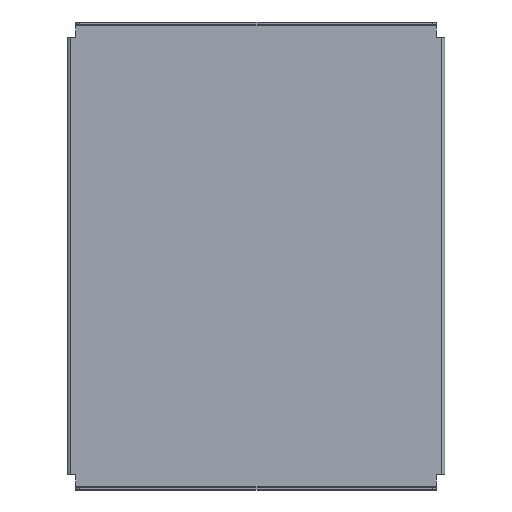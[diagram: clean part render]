
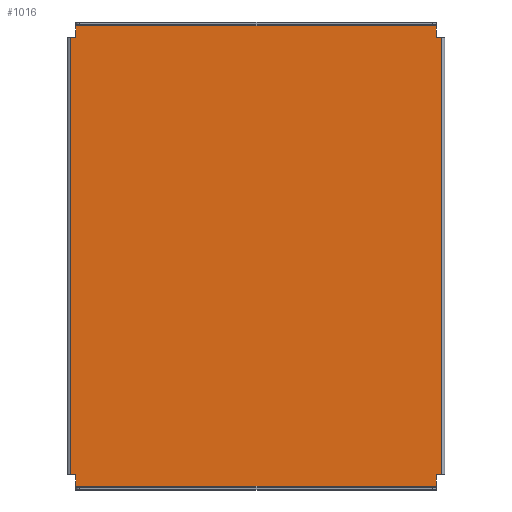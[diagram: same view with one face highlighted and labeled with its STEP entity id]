
A CAD part, top view. The second image highlights one B-rep face of the part: STEP entity #1016.
In plain terms, the highlighted planar face has unit normal (0, 0, 1).
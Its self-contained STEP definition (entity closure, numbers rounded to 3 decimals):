
#462 = CARTESIAN_POINT ( 'NONE',  ( -146., 172.5, 2. ) ) ;
#463 = CARTESIAN_POINT ( 'NONE',  ( -142., 172.5, 2. ) ) ;
#466 = CARTESIAN_POINT ( 'NONE',  ( 142., -181.5, 2. ) ) ;
#467 = CARTESIAN_POINT ( 'NONE',  ( 146., -172.5, 2. ) ) ;
#468 = CARTESIAN_POINT ( 'NONE',  ( -146., -172.5, 2. ) ) ;
#469 = CARTESIAN_POINT ( 'NONE',  ( -142., -172.5, 2. ) ) ;
#470 = CARTESIAN_POINT ( 'NONE',  ( -142., -181.5, 2. ) ) ;
#472 = CARTESIAN_POINT ( 'NONE',  ( 142., -172.5, 2. ) ) ;
#473 = CARTESIAN_POINT ( 'NONE',  ( -142., 181.5, 2. ) ) ;
#474 = CARTESIAN_POINT ( 'NONE',  ( 146., 172.5, 2. ) ) ;
#475 = CARTESIAN_POINT ( 'NONE',  ( 142., 172.5, 2. ) ) ;
#476 = CARTESIAN_POINT ( 'NONE',  ( 142., 181.5, 2. ) ) ;
#667 = PLANE ( 'NONE',  #1397 ) ;
#669 = DIRECTION ( 'NONE',  ( 0., 0., 1. ) ) ;
#670 = DIRECTION ( 'NONE',  ( 1., 0., 0. ) ) ;
#707 = CARTESIAN_POINT ( 'NONE',  ( -142., -182.5, 2. ) ) ;
#763 = CARTESIAN_POINT ( 'NONE',  ( 146., -172.5, 2. ) ) ;
#764 = ORIENTED_EDGE ( 'NONE', *, *, #1148, .F. ) ;
#772 = ORIENTED_EDGE ( 'NONE', *, *, #1152, .F. ) ;
#786 = ORIENTED_EDGE ( 'NONE', *, *, #1151, .T. ) ;
#787 = ORIENTED_EDGE ( 'NONE', *, *, #1150, .T. ) ;
#1016 = ADVANCED_FACE ( 'NONE', ( #2585 ), #667, .T. ) ;
#1036 = ORIENTED_EDGE ( 'NONE', *, *, #1149, .T. ) ;
#1037 = ORIENTED_EDGE ( 'NONE', *, *, #1147, .T. ) ;
#1141 = EDGE_CURVE ( 'NONE', #2297, #2287, #2743, .T. ) ;
#1142 = EDGE_CURVE ( 'NONE', #2297, #2300, #2753, .T. ) ;
#1143 = EDGE_CURVE ( 'NONE', #2299, #2300, #2757, .T. ) ;
#1144 = EDGE_CURVE ( 'NONE', #2298, #2299, #2759, .T. ) ;
#1145 = EDGE_CURVE ( 'NONE', #2291, #2298, #2761, .T. ) ;
#1146 = EDGE_CURVE ( 'NONE', #2291, #2296, #2763, .T. ) ;
#1147 = EDGE_CURVE ( 'NONE', #2290, #2296, #2765, .T. ) ;
#1148 = EDGE_CURVE ( 'NONE', #2290, #2294, #2767, .T. ) ;
#1149 = EDGE_CURVE ( 'NONE', #2293, #2294, #2769, .T. ) ;
#1150 = EDGE_CURVE ( 'NONE', #2292, #2293, #2771, .T. ) ;
#1151 = EDGE_CURVE ( 'NONE', #2286, #2292, #2773, .T. ) ;
#1152 = EDGE_CURVE ( 'NONE', #2286, #2287, #2775, .T. ) ;
#1397 = AXIS2_PLACEMENT_3D ( 'NONE', #707, #669, #670 ) ;
#1483 = DIRECTION ( 'NONE',  ( -1., 0., 0. ) ) ;
#1484 = DIRECTION ( 'NONE',  ( 1., 0., 0. ) ) ;
#1492 = CARTESIAN_POINT ( 'NONE',  ( -147., 172.5, 2. ) ) ;
#1493 = DIRECTION ( 'NONE',  ( 0., -1., 0. ) ) ;
#1499 = CARTESIAN_POINT ( 'NONE',  ( -146., 172.5, 2. ) ) ;
#1503 = DIRECTION ( 'NONE',  ( 1., 0., 0. ) ) ;
#1506 = CARTESIAN_POINT ( 'NONE',  ( -147., -172.5, 2. ) ) ;
#1511 = DIRECTION ( 'NONE',  ( 0., -1., 0. ) ) ;
#1516 = CARTESIAN_POINT ( 'NONE',  ( -142., 182.5, 2. ) ) ;
#1519 = DIRECTION ( 'NONE',  ( -1., 0., 0. ) ) ;
#1527 = CARTESIAN_POINT ( 'NONE',  ( 142., -181.5, 2. ) ) ;
#1530 = DIRECTION ( 'NONE',  ( 0., 1., 0. ) ) ;
#1533 = CARTESIAN_POINT ( 'NONE',  ( 142., 182.5, 2. ) ) ;
#1538 = DIRECTION ( 'NONE',  ( -1., 0., 0. ) ) ;
#1543 = DIRECTION ( 'NONE',  ( 0., 1., 0. ) ) ;
#1545 = CARTESIAN_POINT ( 'NONE',  ( 142., 182.5, 2. ) ) ;
#1547 = DIRECTION ( 'NONE',  ( 1., 0., 0. ) ) ;
#1549 = DIRECTION ( 'NONE',  ( 0., -1., 0. ) ) ;
#1562 = CARTESIAN_POINT ( 'NONE',  ( -142., 181.5, 2. ) ) ;
#1566 = CARTESIAN_POINT ( 'NONE',  ( -142., 182.5, 2. ) ) ;
#1614 = DIRECTION ( 'NONE',  ( 0., 1., 0. ) ) ;
#1709 = ORIENTED_EDGE ( 'NONE', *, *, #1146, .F. ) ;
#1710 = ORIENTED_EDGE ( 'NONE', *, *, #1145, .T. ) ;
#1711 = ORIENTED_EDGE ( 'NONE', *, *, #1144, .T. ) ;
#1712 = ORIENTED_EDGE ( 'NONE', *, *, #1143, .T. ) ;
#1713 = ORIENTED_EDGE ( 'NONE', *, *, #1142, .F. ) ;
#1714 = ORIENTED_EDGE ( 'NONE', *, *, #1141, .T. ) ;
#2197 = EDGE_LOOP ( 'NONE', ( #772, #786, #787, #1036, #764, #1037, #1709, #1710, #1711, #1712, #1713, #1714 ) ) ;
#2286 = VERTEX_POINT ( 'NONE', #462 ) ;
#2287 = VERTEX_POINT ( 'NONE', #463 ) ;
#2290 = VERTEX_POINT ( 'NONE', #466 ) ;
#2291 = VERTEX_POINT ( 'NONE', #467 ) ;
#2292 = VERTEX_POINT ( 'NONE', #468 ) ;
#2293 = VERTEX_POINT ( 'NONE', #469 ) ;
#2294 = VERTEX_POINT ( 'NONE', #470 ) ;
#2296 = VERTEX_POINT ( 'NONE', #472 ) ;
#2297 = VERTEX_POINT ( 'NONE', #473 ) ;
#2298 = VERTEX_POINT ( 'NONE', #474 ) ;
#2299 = VERTEX_POINT ( 'NONE', #475 ) ;
#2300 = VERTEX_POINT ( 'NONE', #476 ) ;
#2585 = FACE_OUTER_BOUND ( 'NONE', #2197, .T. ) ;
#2743 = LINE ( 'NONE', #1566, #2756 ) ;
#2753 = LINE ( 'NONE', #1562, #2758 ) ;
#2756 = VECTOR ( 'NONE', #1549, 1000. ) ;
#2757 = LINE ( 'NONE', #1545, #2760 ) ;
#2758 = VECTOR ( 'NONE', #1547, 1000. ) ;
#2759 = LINE ( 'NONE', #3026, #2762 ) ;
#2760 = VECTOR ( 'NONE', #1543, 1000. ) ;
#2761 = LINE ( 'NONE', #763, #2764 ) ;
#2762 = VECTOR ( 'NONE', #1483, 1000. ) ;
#2763 = LINE ( 'NONE', #2991, #2766 ) ;
#2764 = VECTOR ( 'NONE', #1614, 1000. ) ;
#2765 = LINE ( 'NONE', #1533, #2768 ) ;
#2766 = VECTOR ( 'NONE', #1538, 1000. ) ;
#2767 = LINE ( 'NONE', #1527, #2770 ) ;
#2768 = VECTOR ( 'NONE', #1530, 1000. ) ;
#2769 = LINE ( 'NONE', #1516, #2772 ) ;
#2770 = VECTOR ( 'NONE', #1519, 1000. ) ;
#2771 = LINE ( 'NONE', #1506, #2774 ) ;
#2772 = VECTOR ( 'NONE', #1511, 1000. ) ;
#2773 = LINE ( 'NONE', #1499, #2776 ) ;
#2774 = VECTOR ( 'NONE', #1503, 1000. ) ;
#2775 = LINE ( 'NONE', #1492, #2778 ) ;
#2776 = VECTOR ( 'NONE', #1493, 1000. ) ;
#2778 = VECTOR ( 'NONE', #1484, 1000. ) ;
#2991 = CARTESIAN_POINT ( 'NONE',  ( 147., -172.5, 2. ) ) ;
#3026 = CARTESIAN_POINT ( 'NONE',  ( 147., 172.5, 2. ) ) ;
